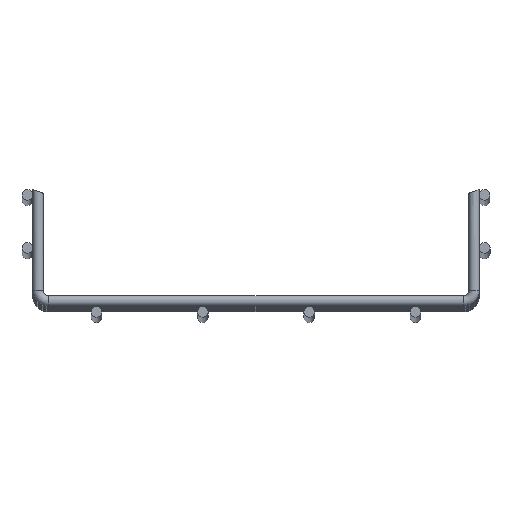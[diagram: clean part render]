
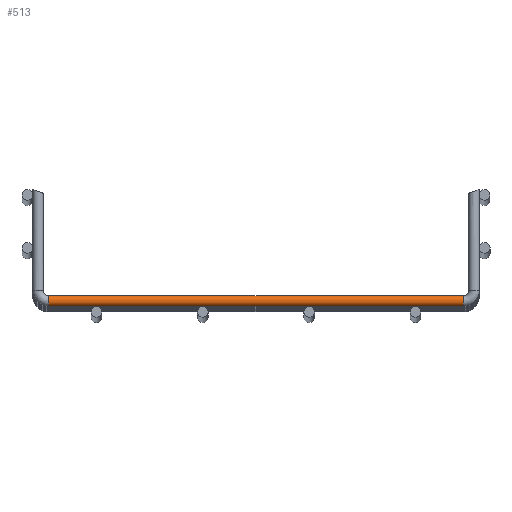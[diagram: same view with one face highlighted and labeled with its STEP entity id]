
A CAD part, top view. The second image highlights one B-rep face of the part: STEP entity #513.
In plain terms, the highlighted cylindrical face has radius 2.5 mm (diameter 5 mm), a partial arc.
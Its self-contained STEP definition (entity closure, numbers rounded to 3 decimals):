
#69 = VECTOR ( 'NONE', #471, 1000. ) ;
#79 = CARTESIAN_POINT ( 'NONE',  ( -97.5, 0., 0. ) ) ;
#105 = ORIENTED_EDGE ( 'NONE', *, *, #254, .F. ) ;
#117 = CARTESIAN_POINT ( 'NONE',  ( 97.5, -2.5, 0. ) ) ;
#141 = LINE ( 'NONE', #465, #69 ) ;
#159 = AXIS2_PLACEMENT_3D ( 'NONE', #79, #301, #518 ) ;
#177 = EDGE_CURVE ( 'NONE', #211, #203, #141, .T. ) ;
#182 = AXIS2_PLACEMENT_3D ( 'NONE', #680, #294, #621 ) ;
#199 = DIRECTION ( 'NONE',  ( 1., 0., 0. ) ) ;
#203 = VERTEX_POINT ( 'NONE', #557 ) ;
#211 = VERTEX_POINT ( 'NONE', #578 ) ;
#254 = EDGE_CURVE ( 'NONE', #500, #211, #292, .T. ) ;
#268 = FACE_OUTER_BOUND ( 'NONE', #269, .T. ) ;
#269 = EDGE_LOOP ( 'NONE', ( #105, #328, #702, #591 ) ) ;
#272 = LINE ( 'NONE', #587, #470 ) ;
#292 = CIRCLE ( 'NONE', #159, 2.5 ) ;
#294 = DIRECTION ( 'NONE',  ( -1., 0., 0. ) ) ;
#301 = DIRECTION ( 'NONE',  ( -1., 0., 0. ) ) ;
#304 = AXIS2_PLACEMENT_3D ( 'NONE', #535, #199, #422 ) ;
#320 = CYLINDRICAL_SURFACE ( 'NONE', #304, 2.5 ) ;
#327 = CARTESIAN_POINT ( 'NONE',  ( -97.5, -2.5, 0. ) ) ;
#328 = ORIENTED_EDGE ( 'NONE', *, *, #460, .T. ) ;
#338 = DIRECTION ( 'NONE',  ( 1., 0., 0. ) ) ;
#422 = DIRECTION ( 'NONE',  ( 0., 1., 0. ) ) ;
#460 = EDGE_CURVE ( 'NONE', #500, #677, #272, .T. ) ;
#465 = CARTESIAN_POINT ( 'NONE',  ( -97.5, 2.5, 0. ) ) ;
#470 = VECTOR ( 'NONE', #338, 1000. ) ;
#471 = DIRECTION ( 'NONE',  ( 1., 0., 0. ) ) ;
#500 = VERTEX_POINT ( 'NONE', #327 ) ;
#513 = ADVANCED_FACE ( 'NONE', ( #268 ), #320, .T. ) ;
#518 = DIRECTION ( 'NONE',  ( 0., 0., -1. ) ) ;
#522 = CIRCLE ( 'NONE', #182, 2.5 ) ;
#535 = CARTESIAN_POINT ( 'NONE',  ( -97.5, 0., 0. ) ) ;
#557 = CARTESIAN_POINT ( 'NONE',  ( 97.5, 2.5, 0. ) ) ;
#578 = CARTESIAN_POINT ( 'NONE',  ( -97.5, 2.5, 0. ) ) ;
#587 = CARTESIAN_POINT ( 'NONE',  ( -97.5, -2.5, 0. ) ) ;
#591 = ORIENTED_EDGE ( 'NONE', *, *, #177, .F. ) ;
#621 = DIRECTION ( 'NONE',  ( 0., 0., -1. ) ) ;
#665 = EDGE_CURVE ( 'NONE', #677, #203, #522, .T. ) ;
#677 = VERTEX_POINT ( 'NONE', #117 ) ;
#680 = CARTESIAN_POINT ( 'NONE',  ( 97.5, 0., 0. ) ) ;
#702 = ORIENTED_EDGE ( 'NONE', *, *, #665, .T. ) ;
